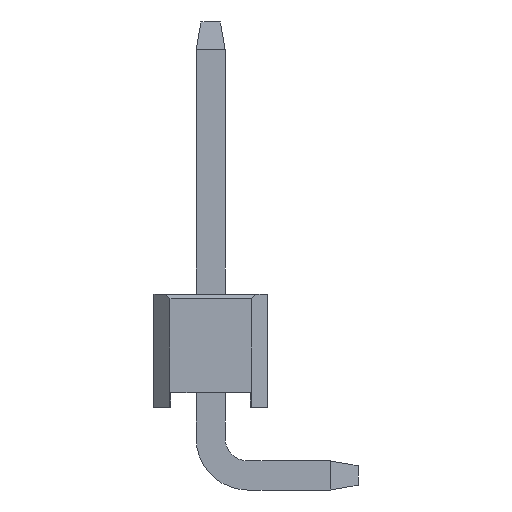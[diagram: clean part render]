
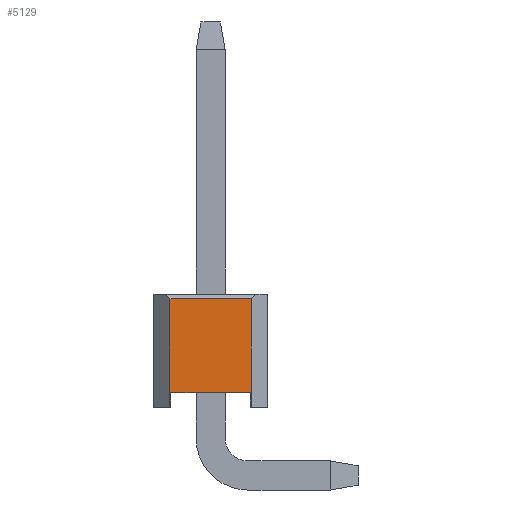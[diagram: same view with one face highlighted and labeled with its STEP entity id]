
A CAD part, left-side view. The second image highlights one B-rep face of the part: STEP entity #5129.
In plain terms, the highlighted planar face has unit normal (-1, 0, 0).
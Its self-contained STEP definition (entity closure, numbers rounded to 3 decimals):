
#61 = DIRECTION ( 'NONE',  ( 0., 1., 0. ) ) ;
#121 = CARTESIAN_POINT ( 'NONE',  ( -6.35, 0.896, 1.25 ) ) ;
#143 = DIRECTION ( 'NONE',  ( 0., 0., -1. ) ) ;
#183 = CARTESIAN_POINT ( 'NONE',  ( -6.35, -0.896, 1.25 ) ) ;
#232 = DIRECTION ( 'NONE',  ( 0., 0., -1. ) ) ;
#411 = LINE ( 'NONE', #2206, #4768 ) ;
#478 = VERTEX_POINT ( 'NONE', #3330 ) ;
#643 = ORIENTED_EDGE ( 'NONE', *, *, #2324, .T. ) ;
#654 = DIRECTION ( 'NONE',  ( 0., -1., 0. ) ) ;
#751 = VECTOR ( 'NONE', #2584, 1000. ) ;
#926 = PLANE ( 'NONE',  #2907 ) ;
#976 = CARTESIAN_POINT ( 'NONE',  ( -6.35, 0.896, -1.25 ) ) ;
#1094 = VERTEX_POINT ( 'NONE', #1960 ) ;
#1149 = EDGE_CURVE ( 'NONE', #1094, #5070, #5242, .T. ) ;
#1481 = VECTOR ( 'NONE', #2072, 1000. ) ;
#1603 = VECTOR ( 'NONE', #232, 1000. ) ;
#1767 = DIRECTION ( 'NONE',  ( 0., 0., 1. ) ) ;
#1871 = LINE ( 'NONE', #183, #3470 ) ;
#1900 = CARTESIAN_POINT ( 'NONE',  ( -6.35, -0.876, -1.25 ) ) ;
#1960 = CARTESIAN_POINT ( 'NONE',  ( -6.35, -0.876, -0.92 ) ) ;
#1961 = CARTESIAN_POINT ( 'NONE',  ( -6.35, 0.896, 1.15 ) ) ;
#1974 = ORIENTED_EDGE ( 'NONE', *, *, #4366, .T. ) ;
#1992 = CARTESIAN_POINT ( 'NONE',  ( -6.35, -0.896, 1.15 ) ) ;
#2012 = VERTEX_POINT ( 'NONE', #2835 ) ;
#2019 = EDGE_CURVE ( 'NONE', #478, #1094, #3213, .T. ) ;
#2072 = DIRECTION ( 'NONE',  ( 0., -1., 0. ) ) ;
#2155 = ORIENTED_EDGE ( 'NONE', *, *, #2959, .T. ) ;
#2177 = EDGE_CURVE ( 'NONE', #5360, #3976, #4465, .T. ) ;
#2206 = CARTESIAN_POINT ( 'NONE',  ( -6.35, 0.876, -1.25 ) ) ;
#2263 = VECTOR ( 'NONE', #5271, 1000. ) ;
#2311 = CARTESIAN_POINT ( 'NONE',  ( -6.35, 0.896, -1.25 ) ) ;
#2324 = EDGE_CURVE ( 'NONE', #5070, #2012, #3461, .T. ) ;
#2336 = ORIENTED_EDGE ( 'NONE', *, *, #2177, .T. ) ;
#2404 = ORIENTED_EDGE ( 'NONE', *, *, #2019, .T. ) ;
#2584 = DIRECTION ( 'NONE',  ( 0., -1., 0. ) ) ;
#2781 = EDGE_CURVE ( 'NONE', #4806, #2012, #1871, .T. ) ;
#2814 = LINE ( 'NONE', #2967, #4796 ) ;
#2835 = CARTESIAN_POINT ( 'NONE',  ( -6.35, -0.896, -1.25 ) ) ;
#2907 = AXIS2_PLACEMENT_3D ( 'NONE', #121, #3925, #5160 ) ;
#2959 = EDGE_CURVE ( 'NONE', #5466, #5360, #4390, .T. ) ;
#2967 = CARTESIAN_POINT ( 'NONE',  ( -6.35, -1.25, 1.15 ) ) ;
#2972 = CARTESIAN_POINT ( 'NONE',  ( -6.35, -0.876, -1.25 ) ) ;
#3213 = LINE ( 'NONE', #4263, #1481 ) ;
#3310 = FACE_OUTER_BOUND ( 'NONE', #5468, .T. ) ;
#3330 = CARTESIAN_POINT ( 'NONE',  ( -6.35, 0.876, -0.92 ) ) ;
#3461 = LINE ( 'NONE', #2311, #3530 ) ;
#3470 = VECTOR ( 'NONE', #143, 1000. ) ;
#3479 = ORIENTED_EDGE ( 'NONE', *, *, #1149, .T. ) ;
#3530 = VECTOR ( 'NONE', #654, 1000. ) ;
#3596 = CARTESIAN_POINT ( 'NONE',  ( -6.35, 0.876, -1.25 ) ) ;
#3633 = EDGE_CURVE ( 'NONE', #3976, #478, #411, .T. ) ;
#3925 = DIRECTION ( 'NONE',  ( 1., 0., 0. ) ) ;
#3976 = VERTEX_POINT ( 'NONE', #3596 ) ;
#4263 = CARTESIAN_POINT ( 'NONE',  ( -6.35, 0.876, -0.92 ) ) ;
#4339 = ORIENTED_EDGE ( 'NONE', *, *, #2781, .F. ) ;
#4366 = EDGE_CURVE ( 'NONE', #4806, #5466, #2814, .T. ) ;
#4379 = CARTESIAN_POINT ( 'NONE',  ( -6.35, 0.896, 1.25 ) ) ;
#4390 = LINE ( 'NONE', #4379, #2263 ) ;
#4465 = LINE ( 'NONE', #5150, #751 ) ;
#4608 = ORIENTED_EDGE ( 'NONE', *, *, #3633, .T. ) ;
#4768 = VECTOR ( 'NONE', #1767, 1000. ) ;
#4796 = VECTOR ( 'NONE', #61, 1000. ) ;
#4806 = VERTEX_POINT ( 'NONE', #1992 ) ;
#5070 = VERTEX_POINT ( 'NONE', #2972 ) ;
#5129 = ADVANCED_FACE ( 'NONE', ( #3310 ), #926, .F. ) ;
#5150 = CARTESIAN_POINT ( 'NONE',  ( -6.35, 0.896, -1.25 ) ) ;
#5160 = DIRECTION ( 'NONE',  ( 0., 1., 0. ) ) ;
#5242 = LINE ( 'NONE', #1900, #1603 ) ;
#5271 = DIRECTION ( 'NONE',  ( 0., 0., -1. ) ) ;
#5360 = VERTEX_POINT ( 'NONE', #976 ) ;
#5466 = VERTEX_POINT ( 'NONE', #1961 ) ;
#5468 = EDGE_LOOP ( 'NONE', ( #2336, #4608, #2404, #3479, #643, #4339, #1974, #2155 ) ) ;
